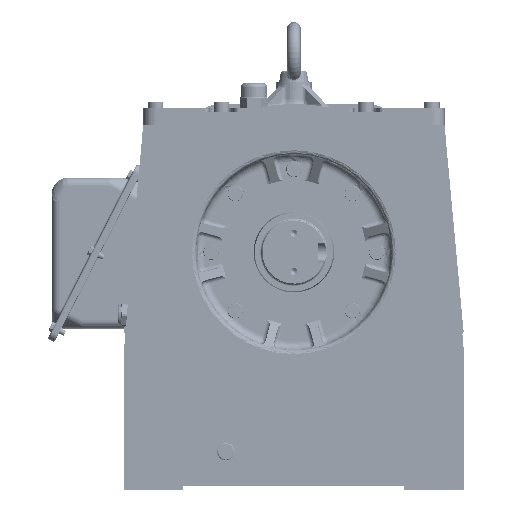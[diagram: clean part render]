
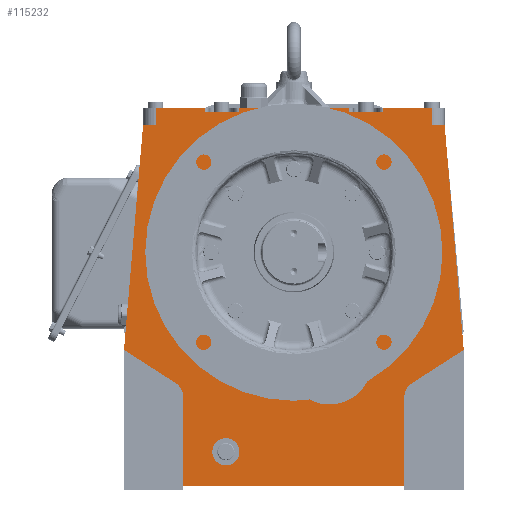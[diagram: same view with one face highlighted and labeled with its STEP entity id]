
A CAD part, left-side view. The second image highlights one B-rep face of the part: STEP entity #115232.
In plain terms, the highlighted planar face has unit normal (-1, 0, 0).
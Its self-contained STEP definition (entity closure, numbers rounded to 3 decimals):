
#12275=CIRCLE('',#157840,20.);
#12276=CIRCLE('',#157841,20.);
#12277=CIRCLE('',#157842,16.);
#12278=CIRCLE('',#157843,116.);
#12279=CIRCLE('',#157844,55.);
#12280=CIRCLE('',#157845,50.);
#40610=ORIENTED_EDGE('',*,*,#61307,.T.);
#40611=ORIENTED_EDGE('',*,*,#61308,.T.);
#40612=ORIENTED_EDGE('',*,*,#61309,.T.);
#40613=ORIENTED_EDGE('',*,*,#61310,.F.);
#40614=ORIENTED_EDGE('',*,*,#61311,.T.);
#40615=ORIENTED_EDGE('',*,*,#61297,.F.);
#40616=ORIENTED_EDGE('',*,*,#61306,.T.);
#40617=ORIENTED_EDGE('',*,*,#61312,.F.);
#40618=ORIENTED_EDGE('',*,*,#61313,.T.);
#40619=ORIENTED_EDGE('',*,*,#61284,.T.);
#40620=ORIENTED_EDGE('',*,*,#61293,.T.);
#40621=ORIENTED_EDGE('',*,*,#61314,.F.);
#40622=ORIENTED_EDGE('',*,*,#61315,.T.);
#40623=ORIENTED_EDGE('',*,*,#61316,.T.);
#40624=ORIENTED_EDGE('',*,*,#61317,.T.);
#40625=ORIENTED_EDGE('',*,*,#61318,.T.);
#40626=ORIENTED_EDGE('',*,*,#61319,.T.);
#40627=ORIENTED_EDGE('',*,*,#61320,.T.);
#40628=ORIENTED_EDGE('',*,*,#61321,.T.);
#40629=ORIENTED_EDGE('',*,*,#61322,.F.);
#40630=ORIENTED_EDGE('',*,*,#61323,.T.);
#40631=ORIENTED_EDGE('',*,*,#61324,.T.);
#40632=ORIENTED_EDGE('',*,*,#61325,.T.);
#40633=ORIENTED_EDGE('',*,*,#61326,.T.);
#40634=ORIENTED_EDGE('',*,*,#61327,.T.);
#40635=ORIENTED_EDGE('',*,*,#61328,.F.);
#40636=ORIENTED_EDGE('',*,*,#61329,.F.);
#40637=ORIENTED_EDGE('',*,*,#61330,.F.);
#40638=ORIENTED_EDGE('',*,*,#61331,.F.);
#40639=ORIENTED_EDGE('',*,*,#61332,.F.);
#40640=ORIENTED_EDGE('',*,*,#61333,.F.);
#61284=EDGE_CURVE('',#73398,#73397,#82352,.T.);
#61293=EDGE_CURVE('',#73397,#73403,#82358,.T.);
#61297=EDGE_CURVE('',#73407,#73408,#82360,.T.);
#61306=EDGE_CURVE('',#73407,#73413,#82366,.T.);
#61307=EDGE_CURVE('',#73414,#73415,#82367,.T.);
#61308=EDGE_CURVE('',#73415,#73416,#82368,.T.);
#61309=EDGE_CURVE('',#73416,#73417,#82369,.F.);
#61310=EDGE_CURVE('',#73418,#73417,#82370,.T.);
#61311=EDGE_CURVE('',#73418,#73408,#82371,.F.);
#61312=EDGE_CURVE('',#73419,#73413,#82372,.T.);
#61313=EDGE_CURVE('',#73419,#73398,#82373,.F.);
#61314=EDGE_CURVE('',#73420,#73403,#82374,.T.);
#61315=EDGE_CURVE('',#73420,#73421,#82375,.T.);
#61316=EDGE_CURVE('',#73421,#73422,#82376,.T.);
#61317=EDGE_CURVE('',#73422,#73423,#82377,.T.);
#61318=EDGE_CURVE('',#73423,#73424,#82378,.T.);
#61319=EDGE_CURVE('',#73424,#73425,#82379,.T.);
#61320=EDGE_CURVE('',#73425,#73426,#12275,.F.);
#61321=EDGE_CURVE('',#73426,#73427,#82380,.T.);
#61322=EDGE_CURVE('',#73428,#73427,#82381,.T.);
#61323=EDGE_CURVE('',#73428,#73429,#82382,.T.);
#61324=EDGE_CURVE('',#73429,#73430,#82383,.T.);
#61325=EDGE_CURVE('',#73430,#73431,#82384,.T.);
#61326=EDGE_CURVE('',#73431,#73432,#12276,.F.);
#61327=EDGE_CURVE('',#73432,#73414,#82385,.T.);
#61328=EDGE_CURVE('',#73433,#73433,#12277,.T.);
#61329=EDGE_CURVE('',#73434,#73435,#82386,.T.);
#61330=EDGE_CURVE('',#73436,#73434,#12278,.T.);
#61331=EDGE_CURVE('',#73437,#73436,#82387,.T.);
#61332=EDGE_CURVE('',#73435,#73437,#12279,.T.);
#61333=EDGE_CURVE('',#73438,#73438,#12280,.T.);
#73397=VERTEX_POINT('',#240563);
#73398=VERTEX_POINT('',#240565);
#73403=VERTEX_POINT('',#240581);
#73407=VERTEX_POINT('',#240590);
#73408=VERTEX_POINT('',#240592);
#73413=VERTEX_POINT('',#240608);
#73414=VERTEX_POINT('',#240612);
#73415=VERTEX_POINT('',#240613);
#73416=VERTEX_POINT('',#240615);
#73417=VERTEX_POINT('',#240617);
#73418=VERTEX_POINT('',#240619);
#73419=VERTEX_POINT('',#240622);
#73420=VERTEX_POINT('',#240625);
#73421=VERTEX_POINT('',#240627);
#73422=VERTEX_POINT('',#240629);
#73423=VERTEX_POINT('',#240631);
#73424=VERTEX_POINT('',#240633);
#73425=VERTEX_POINT('',#240635);
#73426=VERTEX_POINT('',#240637);
#73427=VERTEX_POINT('',#240639);
#73428=VERTEX_POINT('',#240641);
#73429=VERTEX_POINT('',#240643);
#73430=VERTEX_POINT('',#240645);
#73431=VERTEX_POINT('',#240647);
#73432=VERTEX_POINT('',#240649);
#73433=VERTEX_POINT('',#240652);
#73434=VERTEX_POINT('',#240654);
#73435=VERTEX_POINT('',#240655);
#73436=VERTEX_POINT('',#240657);
#73437=VERTEX_POINT('',#240659);
#73438=VERTEX_POINT('',#240662);
#82352=LINE('',#240564,#90360);
#82358=LINE('',#240582,#90366);
#82360=LINE('',#240591,#90368);
#82366=LINE('',#240609,#90374);
#82367=LINE('',#240611,#90375);
#82368=LINE('',#240614,#90376);
#82369=LINE('',#240616,#90377);
#82370=LINE('',#240618,#90378);
#82371=LINE('',#240620,#90379);
#82372=LINE('',#240621,#90380);
#82373=LINE('',#240623,#90381);
#82374=LINE('',#240624,#90382);
#82375=LINE('',#240626,#90383);
#82376=LINE('',#240628,#90384);
#82377=LINE('',#240630,#90385);
#82378=LINE('',#240632,#90386);
#82379=LINE('',#240634,#90387);
#82380=LINE('',#240638,#90388);
#82381=LINE('',#240640,#90389);
#82382=LINE('',#240642,#90390);
#82383=LINE('',#240644,#90391);
#82384=LINE('',#240646,#90392);
#82385=LINE('',#240650,#90393);
#82386=LINE('',#240653,#90394);
#82387=LINE('',#240658,#90395);
#90360=VECTOR('',#185670,1000.);
#90366=VECTOR('',#185688,1000.);
#90368=VECTOR('',#185696,1000.);
#90374=VECTOR('',#185714,1000.);
#90375=VECTOR('',#185717,1000.);
#90376=VECTOR('',#185718,1000.);
#90377=VECTOR('',#185719,1000.);
#90378=VECTOR('',#185720,1000.);
#90379=VECTOR('',#185721,1000.);
#90380=VECTOR('',#185722,1000.);
#90381=VECTOR('',#185723,1000.);
#90382=VECTOR('',#185724,1000.);
#90383=VECTOR('',#185725,1000.);
#90384=VECTOR('',#185726,1000.);
#90385=VECTOR('',#185727,1000.);
#90386=VECTOR('',#185728,1000.);
#90387=VECTOR('',#185729,1000.);
#90388=VECTOR('',#185732,1000.);
#90389=VECTOR('',#185733,1000.);
#90390=VECTOR('',#185734,1000.);
#90391=VECTOR('',#185735,1000.);
#90392=VECTOR('',#185736,1000.);
#90393=VECTOR('',#185739,1000.);
#90394=VECTOR('',#185742,1000.);
#90395=VECTOR('',#185745,1000.);
#97434=EDGE_LOOP('',(#40610,#40611,#40612,#40613,#40614,#40615,#40616,#40617,
#40618,#40619,#40620,#40621,#40622,#40623,#40624,#40625,#40626,#40627,#40628,
#40629,#40630,#40631,#40632,#40633,#40634));
#97435=EDGE_LOOP('',(#40635));
#97436=EDGE_LOOP('',(#40636,#40637,#40638,#40639));
#97437=EDGE_LOOP('',(#40640));
#105461=FACE_BOUND('',#97434,.T.);
#105462=FACE_BOUND('',#97435,.T.);
#105463=FACE_BOUND('',#97436,.T.);
#105464=FACE_BOUND('',#97437,.T.);
#109538=PLANE('',#157839);
#115232=ADVANCED_FACE('',(#105461,#105462,#105463,#105464),#109538,.T.);
#157839=AXIS2_PLACEMENT_3D('',#240610,#185715,#185716);
#157840=AXIS2_PLACEMENT_3D('',#240636,#185730,#185731);
#157841=AXIS2_PLACEMENT_3D('',#240648,#185737,#185738);
#157842=AXIS2_PLACEMENT_3D('',#240651,#185740,#185741);
#157843=AXIS2_PLACEMENT_3D('',#240656,#185743,#185744);
#157844=AXIS2_PLACEMENT_3D('',#240660,#185746,#185747);
#157845=AXIS2_PLACEMENT_3D('',#240661,#185748,#185749);
#185670=DIRECTION('',(0.,1.,0.));
#185688=DIRECTION('',(0.,0.,1.));
#185696=DIRECTION('',(0.,-1.,0.));
#185714=DIRECTION('',(0.,0.,1.));
#185715=DIRECTION('',(-1.,0.,0.));
#185716=DIRECTION('',(0.,0.,1.));
#185717=DIRECTION('',(0.,0.085,0.996));
#185718=DIRECTION('',(0.,1.,0.));
#185719=DIRECTION('',(0.,0.,-1.));
#185720=DIRECTION('',(0.,-1.,0.));
#185721=DIRECTION('',(0.,0.,1.));
#185722=DIRECTION('',(0.,-1.,0.));
#185723=DIRECTION('',(0.,0.,1.));
#185724=DIRECTION('',(0.,-1.,0.));
#185725=DIRECTION('',(0.,0.,-1.));
#185726=DIRECTION('',(0.,1.,0.));
#185727=DIRECTION('',(0.,0.085,-0.996));
#185728=DIRECTION('',(0.,0.,-1.));
#185729=DIRECTION('',(0.,-0.841,-0.541));
#185730=DIRECTION('',(-1.,0.,0.));
#185731=DIRECTION('',(0.,0.,1.));
#185732=DIRECTION('',(0.,0.,-1.));
#185733=DIRECTION('',(0.,0.,1.));
#185734=DIRECTION('',(0.,-1.,0.));
#185735=DIRECTION('',(0.,0.,1.));
#185736=DIRECTION('',(0.,0.,1.));
#185737=DIRECTION('',(-1.,0.,0.));
#185738=DIRECTION('',(0.,0.,1.));
#185739=DIRECTION('',(0.,-0.841,0.541));
#185740=DIRECTION('',(-1.,0.,0.));
#185741=DIRECTION('',(0.,-1.,0.));
#185742=DIRECTION('',(0.,-1.,0.));
#185743=DIRECTION('',(-1.,0.,0.));
#185744=DIRECTION('',(0.,0.,1.));
#185745=DIRECTION('',(0.,-1.,0.));
#185746=DIRECTION('',(1.,0.,0.));
#185747=DIRECTION('',(0.,-1.,0.));
#185748=DIRECTION('',(-1.,0.,0.));
#185749=DIRECTION('',(0.,0.,1.));
#240563=CARTESIAN_POINT('',(43.,105.,165.));
#240564=CARTESIAN_POINT('',(43.,100.,165.));
#240565=CARTESIAN_POINT('',(43.,65.,165.));
#240581=CARTESIAN_POINT('',(43.,105.,170.));
#240582=CARTESIAN_POINT('',(43.,105.,170.));
#240590=CARTESIAN_POINT('',(43.,-65.,165.));
#240591=CARTESIAN_POINT('',(43.,-100.,165.));
#240592=CARTESIAN_POINT('',(43.,-105.,165.));
#240608=CARTESIAN_POINT('',(43.,-65.,170.));
#240609=CARTESIAN_POINT('',(43.,-65.,170.));
#240610=CARTESIAN_POINT('',(43.,0.,0.));
#240611=CARTESIAN_POINT('',(43.,-177.5,150.));
#240612=CARTESIAN_POINT('',(43.,-200.,-115.));
#240613=CARTESIAN_POINT('',(43.,-177.5,150.));
#240614=CARTESIAN_POINT('',(43.,-177.5,150.));
#240615=CARTESIAN_POINT('',(43.,-162.5,150.));
#240616=CARTESIAN_POINT('',(43.,-162.5,170.));
#240617=CARTESIAN_POINT('',(43.,-162.5,170.));
#240618=CARTESIAN_POINT('',(43.,177.5,170.));
#240619=CARTESIAN_POINT('',(43.,-105.,170.));
#240620=CARTESIAN_POINT('',(43.,-105.,170.));
#240621=CARTESIAN_POINT('',(43.,177.5,170.));
#240622=CARTESIAN_POINT('',(43.,65.,170.));
#240623=CARTESIAN_POINT('',(43.,65.,165.));
#240624=CARTESIAN_POINT('',(43.,177.5,170.));
#240625=CARTESIAN_POINT('',(43.,162.5,170.));
#240626=CARTESIAN_POINT('',(43.,162.5,170.));
#240627=CARTESIAN_POINT('',(43.,162.5,150.));
#240628=CARTESIAN_POINT('',(43.,-177.5,150.));
#240629=CARTESIAN_POINT('',(43.,177.5,150.));
#240630=CARTESIAN_POINT('',(43.,200.,-114.997));
#240631=CARTESIAN_POINT('',(43.,200.,-114.997));
#240632=CARTESIAN_POINT('',(43.,200.,-280.));
#240633=CARTESIAN_POINT('',(43.,200.,-115.));
#240634=CARTESIAN_POINT('',(43.,200.,-115.));
#240635=CARTESIAN_POINT('',(43.,139.185,-154.095));
#240636=CARTESIAN_POINT('',(43.,150.,-170.919));
#240637=CARTESIAN_POINT('',(43.,130.,-170.919));
#240638=CARTESIAN_POINT('',(43.,130.,-160.));
#240639=CARTESIAN_POINT('',(43.,130.,-225.));
#240640=CARTESIAN_POINT('',(43.,130.,0.));
#240641=CARTESIAN_POINT('',(43.,130.,-275.));
#240642=CARTESIAN_POINT('',(43.,-130.,-275.));
#240643=CARTESIAN_POINT('',(43.,-130.,-275.));
#240644=CARTESIAN_POINT('',(43.,-130.,-275.));
#240645=CARTESIAN_POINT('',(43.,-130.,-225.));
#240646=CARTESIAN_POINT('',(43.,-130.,-275.));
#240647=CARTESIAN_POINT('',(43.,-130.,-170.919));
#240648=CARTESIAN_POINT('',(43.,-150.,-170.919));
#240649=CARTESIAN_POINT('',(43.,-139.185,-154.095));
#240650=CARTESIAN_POINT('',(43.,-130.,-160.));
#240651=CARTESIAN_POINT('',(43.,80.,-235.));
#240652=CARTESIAN_POINT('',(43.,64.,-235.));
#240653=CARTESIAN_POINT('',(43.,78.937,-85.));
#240654=CARTESIAN_POINT('',(43.,78.937,-85.));
#240655=CARTESIAN_POINT('',(43.,-9.436,-85.));
#240656=CARTESIAN_POINT('',(43.,0.,0.));
#240657=CARTESIAN_POINT('',(43.,-78.937,-85.));
#240658=CARTESIAN_POINT('',(43.,-74.424,-85.));
#240659=CARTESIAN_POINT('',(43.,-74.424,-85.));
#240660=CARTESIAN_POINT('',(43.,-41.93,-129.375));
#240661=CARTESIAN_POINT('',(43.,-41.93,-129.375));
#240662=CARTESIAN_POINT('',(43.,-41.93,-79.375));
